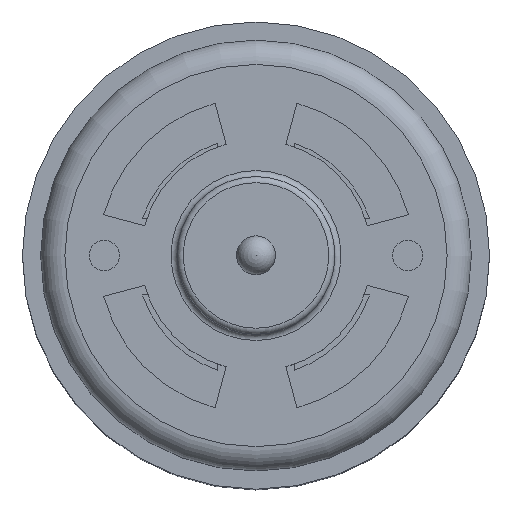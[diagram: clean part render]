
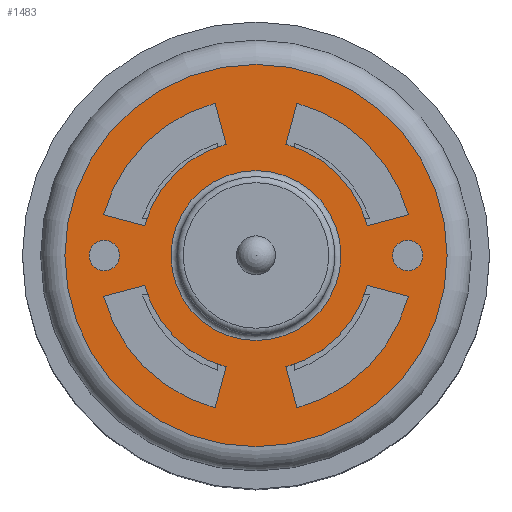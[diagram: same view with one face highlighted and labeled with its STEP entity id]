
A CAD part, top view. The second image highlights one B-rep face of the part: STEP entity #1483.
In plain terms, the highlighted planar face has unit normal (0, 0, 1).
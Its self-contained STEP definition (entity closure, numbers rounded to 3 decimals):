
#105=LINE('',#2512,#213);
#109=LINE('',#2524,#217);
#113=LINE('',#2536,#221);
#117=LINE('',#2548,#225);
#121=LINE('',#2560,#229);
#125=LINE('',#2572,#233);
#129=LINE('',#2584,#237);
#133=LINE('',#2596,#241);
#213=VECTOR('',#1938,3.5);
#217=VECTOR('',#1950,3.5);
#221=VECTOR('',#1962,3.5);
#225=VECTOR('',#1974,3.5);
#229=VECTOR('',#1986,3.5);
#233=VECTOR('',#1998,3.5);
#237=VECTOR('',#2010,3.5);
#241=VECTOR('',#2022,3.5);
#290=PLANE('',#1643);
#326=FACE_BOUND('',#551,.T.);
#327=FACE_BOUND('',#552,.T.);
#328=FACE_BOUND('',#553,.T.);
#329=FACE_BOUND('',#554,.T.);
#330=FACE_BOUND('',#555,.T.);
#331=FACE_BOUND('',#556,.T.);
#332=FACE_BOUND('',#557,.T.);
#428=FACE_OUTER_BOUND('',#550,.T.);
#550=EDGE_LOOP('',(#1297));
#551=EDGE_LOOP('',(#1298,#1299,#1300,#1301));
#552=EDGE_LOOP('',(#1302,#1303,#1304,#1305));
#553=EDGE_LOOP('',(#1306,#1307,#1308,#1309));
#554=EDGE_LOOP('',(#1310,#1311,#1312,#1313));
#555=EDGE_LOOP('',(#1314));
#556=EDGE_LOOP('',(#1315));
#557=EDGE_LOOP('',(#1316));
#621=CIRCLE('',#1596,13.);
#623=CIRCLE('',#1600,9.5);
#625=CIRCLE('',#1604,13.);
#627=CIRCLE('',#1608,9.5);
#629=CIRCLE('',#1612,13.);
#631=CIRCLE('',#1616,9.5);
#633=CIRCLE('',#1620,13.);
#635=CIRCLE('',#1624,9.5);
#637=CIRCLE('',#1627,1.25);
#639=CIRCLE('',#1630,1.25);
#645=CIRCLE('',#1642,7.);
#646=CIRCLE('',#1644,15.75);
#743=VERTEX_POINT('',#2509);
#744=VERTEX_POINT('',#2511);
#746=VERTEX_POINT('',#2517);
#748=VERTEX_POINT('',#2523);
#751=VERTEX_POINT('',#2533);
#752=VERTEX_POINT('',#2535);
#754=VERTEX_POINT('',#2541);
#756=VERTEX_POINT('',#2547);
#759=VERTEX_POINT('',#2557);
#760=VERTEX_POINT('',#2559);
#762=VERTEX_POINT('',#2565);
#764=VERTEX_POINT('',#2571);
#767=VERTEX_POINT('',#2581);
#768=VERTEX_POINT('',#2583);
#770=VERTEX_POINT('',#2589);
#772=VERTEX_POINT('',#2595);
#774=VERTEX_POINT('',#2604);
#776=VERTEX_POINT('',#2609);
#782=VERTEX_POINT('',#2627);
#783=VERTEX_POINT('',#2630);
#916=EDGE_CURVE('',#744,#743,#105,.T.);
#919=EDGE_CURVE('',#746,#744,#621,.T.);
#922=EDGE_CURVE('',#748,#746,#109,.T.);
#925=EDGE_CURVE('',#743,#748,#623,.T.);
#928=EDGE_CURVE('',#752,#751,#113,.T.);
#931=EDGE_CURVE('',#754,#752,#625,.T.);
#934=EDGE_CURVE('',#756,#754,#117,.T.);
#937=EDGE_CURVE('',#751,#756,#627,.T.);
#940=EDGE_CURVE('',#760,#759,#121,.T.);
#943=EDGE_CURVE('',#762,#760,#629,.T.);
#946=EDGE_CURVE('',#764,#762,#125,.T.);
#949=EDGE_CURVE('',#759,#764,#631,.T.);
#952=EDGE_CURVE('',#768,#767,#129,.T.);
#955=EDGE_CURVE('',#770,#768,#633,.T.);
#958=EDGE_CURVE('',#772,#770,#133,.T.);
#961=EDGE_CURVE('',#767,#772,#635,.T.);
#963=EDGE_CURVE('',#774,#774,#637,.T.);
#965=EDGE_CURVE('',#776,#776,#639,.T.);
#971=EDGE_CURVE('',#782,#782,#645,.T.);
#972=EDGE_CURVE('',#783,#783,#646,.T.);
#1297=ORIENTED_EDGE('',*,*,#972,.F.);
#1298=ORIENTED_EDGE('',*,*,#922,.T.);
#1299=ORIENTED_EDGE('',*,*,#919,.T.);
#1300=ORIENTED_EDGE('',*,*,#916,.T.);
#1301=ORIENTED_EDGE('',*,*,#925,.T.);
#1302=ORIENTED_EDGE('',*,*,#934,.T.);
#1303=ORIENTED_EDGE('',*,*,#931,.T.);
#1304=ORIENTED_EDGE('',*,*,#928,.T.);
#1305=ORIENTED_EDGE('',*,*,#937,.T.);
#1306=ORIENTED_EDGE('',*,*,#946,.T.);
#1307=ORIENTED_EDGE('',*,*,#943,.T.);
#1308=ORIENTED_EDGE('',*,*,#940,.T.);
#1309=ORIENTED_EDGE('',*,*,#949,.T.);
#1310=ORIENTED_EDGE('',*,*,#958,.T.);
#1311=ORIENTED_EDGE('',*,*,#955,.T.);
#1312=ORIENTED_EDGE('',*,*,#952,.T.);
#1313=ORIENTED_EDGE('',*,*,#961,.T.);
#1314=ORIENTED_EDGE('',*,*,#963,.T.);
#1315=ORIENTED_EDGE('',*,*,#965,.T.);
#1316=ORIENTED_EDGE('',*,*,#971,.F.);
#1483=ADVANCED_FACE('',(#428,#326,#327,#328,#329,#330,#331,#332),#290,.F.);
#1596=AXIS2_PLACEMENT_3D('',#2518,#1944,#1945);
#1600=AXIS2_PLACEMENT_3D('',#2528,#1956,#1957);
#1604=AXIS2_PLACEMENT_3D('',#2542,#1968,#1969);
#1608=AXIS2_PLACEMENT_3D('',#2552,#1980,#1981);
#1612=AXIS2_PLACEMENT_3D('',#2566,#1992,#1993);
#1616=AXIS2_PLACEMENT_3D('',#2576,#2004,#2005);
#1620=AXIS2_PLACEMENT_3D('',#2590,#2016,#2017);
#1624=AXIS2_PLACEMENT_3D('',#2600,#2028,#2029);
#1627=AXIS2_PLACEMENT_3D('',#2605,#2034,#2035);
#1630=AXIS2_PLACEMENT_3D('',#2610,#2040,#2041);
#1642=AXIS2_PLACEMENT_3D('',#2628,#2064,#2065);
#1643=AXIS2_PLACEMENT_3D('',#2629,#2066,#2067);
#1644=AXIS2_PLACEMENT_3D('',#2631,#2068,#2069);
#1938=DIRECTION('',(-0.259,0.966,0.));
#1944=DIRECTION('center_axis',(0.,0.,-1.));
#1945=DIRECTION('ref_axis',(-0.259,0.966,0.));
#1950=DIRECTION('',(0.966,-0.259,0.));
#1956=DIRECTION('center_axis',(0.,0.,1.));
#1957=DIRECTION('ref_axis',(0.259,-0.966,0.));
#1962=DIRECTION('',(0.966,0.259,0.));
#1968=DIRECTION('center_axis',(0.,0.,-1.));
#1969=DIRECTION('ref_axis',(0.966,0.259,0.));
#1974=DIRECTION('',(-0.259,-0.966,0.));
#1980=DIRECTION('center_axis',(0.,0.,1.));
#1981=DIRECTION('ref_axis',(-0.966,-0.259,0.));
#1986=DIRECTION('',(0.259,-0.966,0.));
#1992=DIRECTION('center_axis',(0.,0.,-1.));
#1993=DIRECTION('ref_axis',(0.259,-0.966,0.));
#1998=DIRECTION('',(-0.966,0.259,0.));
#2004=DIRECTION('center_axis',(0.,0.,1.));
#2005=DIRECTION('ref_axis',(-0.259,0.966,0.));
#2010=DIRECTION('',(-0.966,-0.259,0.));
#2016=DIRECTION('center_axis',(0.,0.,-1.));
#2017=DIRECTION('ref_axis',(-0.966,-0.259,0.));
#2022=DIRECTION('',(0.259,0.966,0.));
#2028=DIRECTION('center_axis',(0.,0.,1.));
#2029=DIRECTION('ref_axis',(0.966,0.259,0.));
#2034=DIRECTION('center_axis',(0.,0.,-1.));
#2035=DIRECTION('ref_axis',(-1.,0.,0.));
#2040=DIRECTION('center_axis',(0.,0.,-1.));
#2041=DIRECTION('ref_axis',(1.,0.,0.));
#2064=DIRECTION('center_axis',(0.,0.,1.));
#2065=DIRECTION('ref_axis',(-1.,0.,0.));
#2066=DIRECTION('center_axis',(0.,0.,-1.));
#2067=DIRECTION('ref_axis',(-1.,0.,0.));
#2068=DIRECTION('center_axis',(0.,0.,-1.));
#2069=DIRECTION('ref_axis',(-1.,0.,0.));
#2509=CARTESIAN_POINT('',(2.459,-9.176,28.5));
#2511=CARTESIAN_POINT('',(3.365,-12.557,28.5));
#2512=CARTESIAN_POINT('',(1.229,-4.588,28.5));
#2517=CARTESIAN_POINT('',(12.557,-3.365,28.5));
#2518=CARTESIAN_POINT('Origin',(0.,0.,28.5));
#2523=CARTESIAN_POINT('',(9.176,-2.459,28.5));
#2524=CARTESIAN_POINT('',(6.279,-1.682,28.5));
#2528=CARTESIAN_POINT('Origin',(0.,0.,28.5));
#2533=CARTESIAN_POINT('',(-9.176,-2.459,28.5));
#2535=CARTESIAN_POINT('',(-12.557,-3.365,28.5));
#2536=CARTESIAN_POINT('',(-4.588,-1.229,28.5));
#2541=CARTESIAN_POINT('',(-3.365,-12.557,28.5));
#2542=CARTESIAN_POINT('Origin',(0.,0.,28.5));
#2547=CARTESIAN_POINT('',(-2.459,-9.176,28.5));
#2548=CARTESIAN_POINT('',(-1.682,-6.279,28.5));
#2552=CARTESIAN_POINT('Origin',(0.,0.,28.5));
#2557=CARTESIAN_POINT('',(-2.459,9.176,28.5));
#2559=CARTESIAN_POINT('',(-3.365,12.557,28.5));
#2560=CARTESIAN_POINT('',(-1.229,4.588,28.5));
#2565=CARTESIAN_POINT('',(-12.557,3.365,28.5));
#2566=CARTESIAN_POINT('Origin',(0.,0.,28.5));
#2571=CARTESIAN_POINT('',(-9.176,2.459,28.5));
#2572=CARTESIAN_POINT('',(-6.279,1.682,28.5));
#2576=CARTESIAN_POINT('Origin',(0.,0.,28.5));
#2581=CARTESIAN_POINT('',(9.176,2.459,28.5));
#2583=CARTESIAN_POINT('',(12.557,3.365,28.5));
#2584=CARTESIAN_POINT('',(4.588,1.229,28.5));
#2589=CARTESIAN_POINT('',(3.365,12.557,28.5));
#2590=CARTESIAN_POINT('Origin',(0.,0.,28.5));
#2595=CARTESIAN_POINT('',(2.459,9.176,28.5));
#2596=CARTESIAN_POINT('',(1.682,6.279,28.5));
#2600=CARTESIAN_POINT('Origin',(0.,0.,28.5));
#2604=CARTESIAN_POINT('',(-13.75,0.,28.5));
#2605=CARTESIAN_POINT('Origin',(-12.5,0.,28.5));
#2609=CARTESIAN_POINT('',(13.75,0.,28.5));
#2610=CARTESIAN_POINT('Origin',(12.5,0.,28.5));
#2627=CARTESIAN_POINT('',(7.,0.,28.5));
#2628=CARTESIAN_POINT('Origin',(0.,0.,28.5));
#2629=CARTESIAN_POINT('Origin',(0.,0.,28.5));
#2630=CARTESIAN_POINT('',(15.75,0.,28.5));
#2631=CARTESIAN_POINT('Origin',(0.,0.,28.5));
